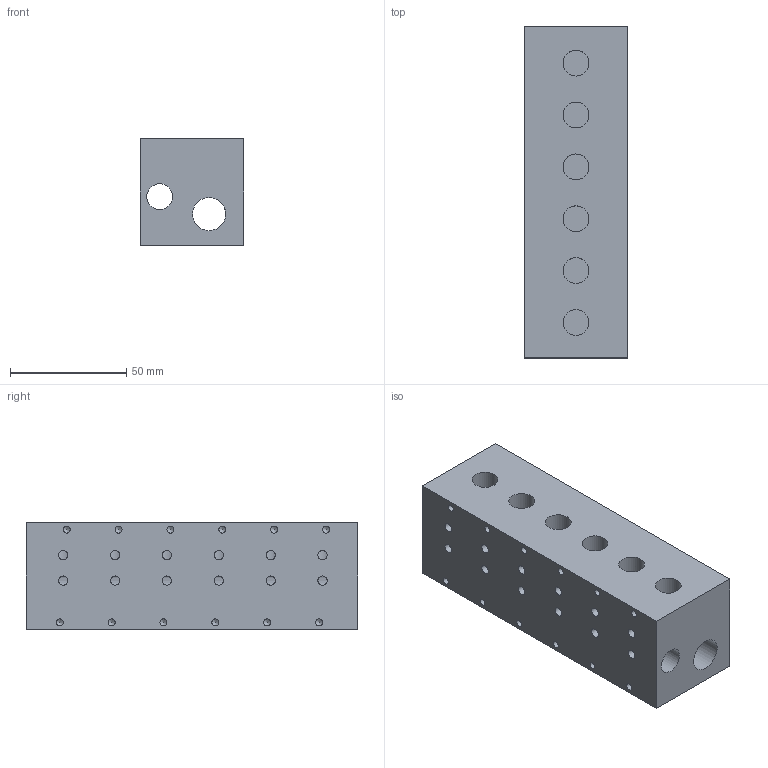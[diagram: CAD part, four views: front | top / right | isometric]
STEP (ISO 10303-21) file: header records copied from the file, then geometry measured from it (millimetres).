
FILE_DESCRIPTION(/* description */ (''),/* implementation_level */ '2;1');
FILE_NAME(/* name */ 'SX10_manifold12.stp',/* time_stamp */ '2019-02-15T10:12:45-08:00',/* author */ ('Brian'),/* organization */ (''),/* preprocessor_version */ 'ST-DEVELOPER v17',/* originating_system */ 'Autodesk Inventor 2019',/* authorisation */ '');
FILE_SCHEMA (('AUTOMOTIVE_DESIGN { 1 0 10303 214 3 1 1 }'));
Length unit declared in the file: inch
Products named in the file (1): SX10_manifold12
Bounding box: 44.7 x 143 x 46 mm (x, y, z)
Volume: 238687.4 mm3; surface area: 50893 mm2
Topology: 1 solids, 1 shells, 104 faces, 386 edges, 278 vertices
Faces by surface type: cylinder 56, cone 36, plane 12
Full cylindrical faces by diameter (mm): 3 x24, 4 x24, 11.1 x7, 14.287 x1
Entity records: 5078 total; most frequent: CARTESIAN_POINT 1663, ORIENTED_EDGE 724, DIRECTION 686, EDGE_CURVE 362, AXIS2_PLACEMENT_3D 291, VERTEX_POINT 278, CIRCLE 186, EDGE_LOOP 174
